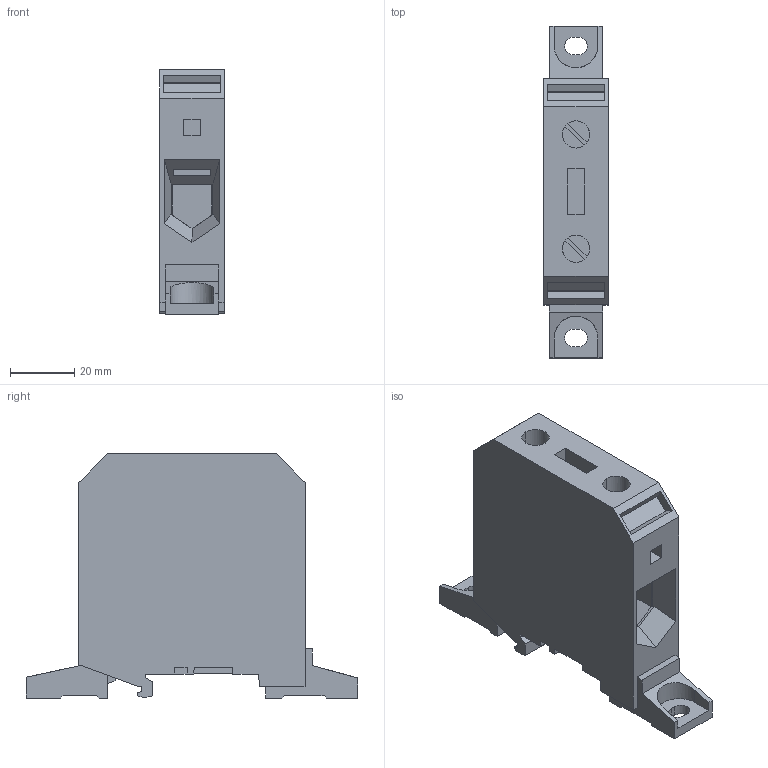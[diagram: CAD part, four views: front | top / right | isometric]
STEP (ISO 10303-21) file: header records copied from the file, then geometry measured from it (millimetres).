
FILE_DESCRIPTION(('Creo Elements/Direct Modeling STEP Export'),'2;1');
FILE_NAME('model.stp','2021-04-08T 0:18:28',(''),(''),'Creo Elements/Direct Modeling STEP processor for AP214 (Solid Model)','Creo Elements/Direct Modeling 20.1D 10-Oct-2020 (C) Parametric Technology GmbH','');
FILE_SCHEMA(('AUTOMOTIVE_DESIGN { 1 0 10303 214 1 1 1 1 }'));
Length unit declared in the file: millimetre
Products named in the file (2): UKH_50_F_BU-select
Assembly tree (1 placements, depth 2):
  UKH_50_F_BU-select
    UKH_50_F_BU-select
Bounding box: 20 x 103.4 x 76.1 mm (x, y, z)
Volume: 87130.3 mm3; surface area: 23002.6 mm2
Topology: 1 solids, 1 shells, 184 faces, 489 edges, 318 vertices
Faces by surface type: plane 171, cylinder 13
Entity records: 6835 total; most frequent: ORIENTED_EDGE 978, CARTESIAN_POINT 931, DIRECTION 796, EDGE_CURVE 489, VECTOR 430, LINE 430, VERTEX_POINT 318, EDGE_LOOP 199
